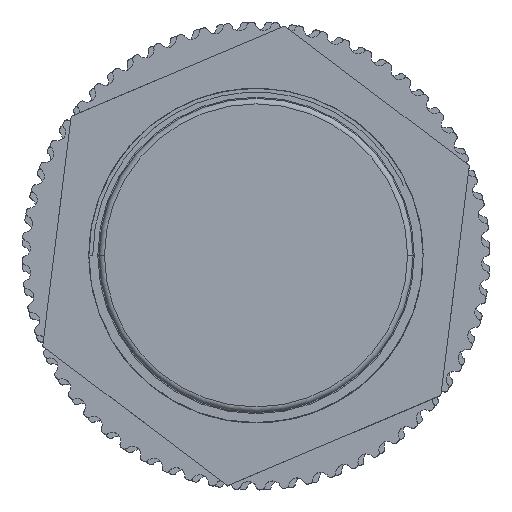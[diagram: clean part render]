
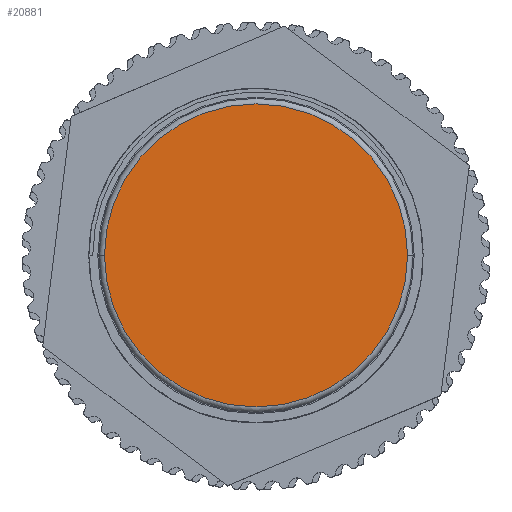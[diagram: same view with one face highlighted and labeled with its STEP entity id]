
A CAD part, top view. The second image highlights one B-rep face of the part: STEP entity #20881.
In plain terms, the highlighted planar face has unit normal (0, 0, 1).
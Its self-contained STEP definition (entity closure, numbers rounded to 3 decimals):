
#554 = FACE_OUTER_BOUND ( 'NONE', #24418, .T. ) ;
#3962 = DIRECTION ( 'NONE',  ( 0., 0., 1. ) ) ;
#8538 = EDGE_CURVE ( 'NONE', #9005, #26792, #9012, .T. ) ;
#8640 = CARTESIAN_POINT ( 'NONE',  ( 13.6, 0., 85. ) ) ;
#9005 = VERTEX_POINT ( 'NONE', #20882 ) ;
#9012 = CIRCLE ( 'NONE', #26099, 13.6 ) ;
#9231 = CARTESIAN_POINT ( 'NONE',  ( 0., 0., 85. ) ) ;
#11747 = CARTESIAN_POINT ( 'NONE',  ( 0., 0., 85. ) ) ;
#11833 = EDGE_CURVE ( 'NONE', #26792, #9005, #17930, .T. ) ;
#13250 = CARTESIAN_POINT ( 'NONE',  ( 0., 0., 85. ) ) ;
#17930 = CIRCLE ( 'NONE', #23042, 13.6 ) ;
#18061 = AXIS2_PLACEMENT_3D ( 'NONE', #11747, #18409, #27857 ) ;
#18409 = DIRECTION ( 'NONE',  ( 0., 0., 1. ) ) ;
#19673 = ORIENTED_EDGE ( 'NONE', *, *, #11833, .T. ) ;
#20881 = ADVANCED_FACE ( 'NONE', ( #554 ), #23115, .T. ) ;
#20882 = CARTESIAN_POINT ( 'NONE',  ( -13.6, 0., 85. ) ) ;
#23042 = AXIS2_PLACEMENT_3D ( 'NONE', #13250, #3962, #24715 ) ;
#23098 = ORIENTED_EDGE ( 'NONE', *, *, #8538, .T. ) ;
#23115 = PLANE ( 'NONE',  #18061 ) ;
#23236 = DIRECTION ( 'NONE',  ( 0., 0., 1. ) ) ;
#24418 = EDGE_LOOP ( 'NONE', ( #19673, #23098 ) ) ;
#24715 = DIRECTION ( 'NONE',  ( 1., 0., 0. ) ) ;
#25340 = DIRECTION ( 'NONE',  ( 1., 0., 0. ) ) ;
#26099 = AXIS2_PLACEMENT_3D ( 'NONE', #9231, #23236, #25340 ) ;
#26792 = VERTEX_POINT ( 'NONE', #8640 ) ;
#27857 = DIRECTION ( 'NONE',  ( 1., 0., 0. ) ) ;
